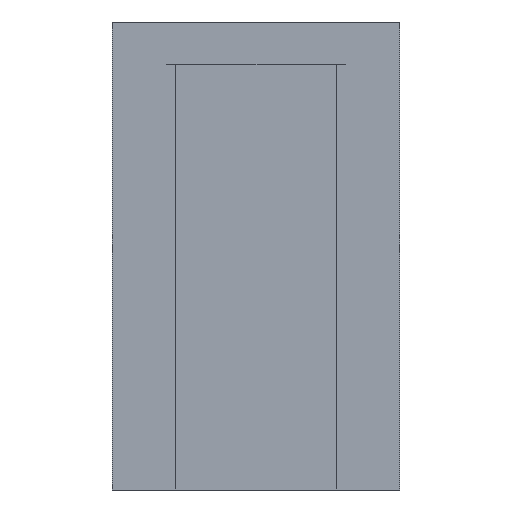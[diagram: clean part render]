
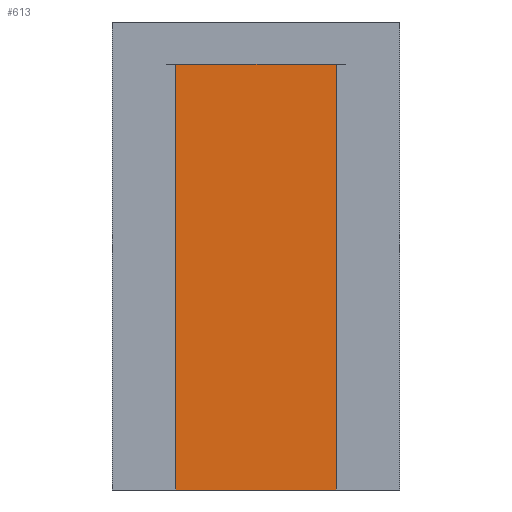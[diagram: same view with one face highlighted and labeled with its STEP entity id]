
A CAD part, left-side view. The second image highlights one B-rep face of the part: STEP entity #613.
In plain terms, the highlighted planar face has unit normal (-1, 0, 0).
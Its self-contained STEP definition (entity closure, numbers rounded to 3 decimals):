
#40=FACE_OUTER_BOUND('',#74,.T.);
#74=EDGE_LOOP('',(#447,#448,#449,#450));
#128=LINE('',#887,#197);
#137=LINE('',#908,#206);
#139=LINE('',#913,#208);
#149=LINE('',#934,#218);
#197=VECTOR('',#712,10.);
#206=VECTOR('',#731,10.);
#208=VECTOR('',#735,10.);
#218=VECTOR('',#755,10.);
#267=VERTEX_POINT('',#884);
#268=VERTEX_POINT('',#886);
#275=VERTEX_POINT('',#906);
#276=VERTEX_POINT('',#910);
#324=EDGE_CURVE('',#268,#267,#128,.T.);
#335=EDGE_CURVE('',#275,#268,#137,.T.);
#337=EDGE_CURVE('',#267,#276,#139,.T.);
#348=EDGE_CURVE('',#275,#276,#149,.F.);
#447=ORIENTED_EDGE('',*,*,#324,.T.);
#448=ORIENTED_EDGE('',*,*,#337,.T.);
#449=ORIENTED_EDGE('',*,*,#348,.F.);
#450=ORIENTED_EDGE('',*,*,#335,.T.);
#585=PLANE('',#665);
#613=ADVANCED_FACE('',(#40),#585,.T.);
#665=AXIS2_PLACEMENT_3D('',#933,#753,#754);
#712=DIRECTION('',(0.,1.,0.));
#731=DIRECTION('',(0.,0.,1.));
#735=DIRECTION('',(0.,0.,-1.));
#753=DIRECTION('center_axis',(-1.,0.,0.));
#754=DIRECTION('ref_axis',(0.,0.,1.));
#755=DIRECTION('',(0.,-1.,0.));
#884=CARTESIAN_POINT('',(-33.758,-3.6,-11.632));
#886=CARTESIAN_POINT('',(-33.758,-11.2,-11.632));
#887=CARTESIAN_POINT('',(-33.758,-10.8,-11.632));
#906=CARTESIAN_POINT('',(-33.758,-11.2,-31.782));
#908=CARTESIAN_POINT('',(-33.758,-11.2,-30.782));
#910=CARTESIAN_POINT('',(-33.758,-3.6,-31.782));
#913=CARTESIAN_POINT('',(-33.758,-3.6,-30.782));
#933=CARTESIAN_POINT('Origin',(-33.758,-14.2,-29.782));
#934=CARTESIAN_POINT('',(-33.758,-10.8,-31.782));
